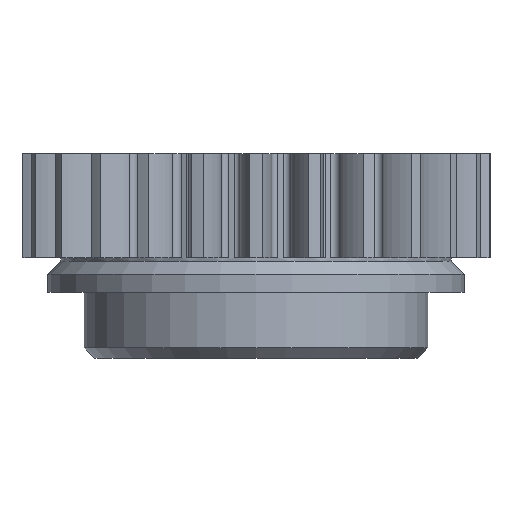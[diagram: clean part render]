
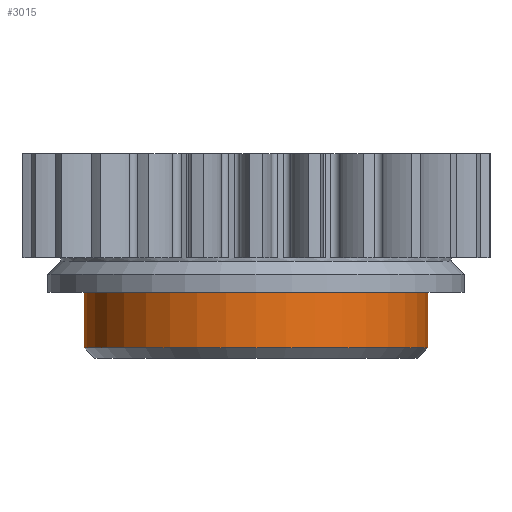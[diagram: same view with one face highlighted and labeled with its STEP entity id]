
A CAD part, front view. The second image highlights one B-rep face of the part: STEP entity #3015.
In plain terms, the highlighted cylindrical face has radius 9.9 mm (diameter 19.8 mm), a full revolution.
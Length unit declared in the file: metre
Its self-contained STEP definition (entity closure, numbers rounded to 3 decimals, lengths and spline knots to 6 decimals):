
#443=CYLINDRICAL_SURFACE('',#3352,0.0099);
#1457=ORIENTED_EDGE('',*,*,#1932,.T.);
#1458=ORIENTED_EDGE('',*,*,#1929,.T.);
#1929=EDGE_CURVE('',#2243,#2243,#2457,.T.);
#1932=EDGE_CURVE('',#2246,#2246,#2460,.T.);
#2243=VERTEX_POINT('',#9346);
#2246=VERTEX_POINT('',#9354);
#2457=CIRCLE('',#3348,0.0099);
#2460=CIRCLE('',#3353,0.0099);
#2629=EDGE_LOOP('',(#1457));
#2630=EDGE_LOOP('',(#1458));
#2809=FACE_BOUND('',#2629,.T.);
#2810=FACE_BOUND('',#2630,.T.);
#3015=ADVANCED_FACE('',(#2809,#2810),#443,.T.);
#3348=AXIS2_PLACEMENT_3D('',#9345,#4139,#4140);
#3352=AXIS2_PLACEMENT_3D('',#9352,#4147,#4148);
#3353=AXIS2_PLACEMENT_3D('',#9353,#4149,#4150);
#4139=DIRECTION('',(0.,0.,-1.));
#4140=DIRECTION('',(-1.,0.,0.));
#4147=DIRECTION('',(0.,0.,1.));
#4148=DIRECTION('',(1.,0.,0.));
#4149=DIRECTION('',(0.,0.,1.));
#4150=DIRECTION('',(1.,0.,0.));
#9345=CARTESIAN_POINT('',(0.,-0.013,0.0946));
#9346=CARTESIAN_POINT('',(-0.0099,-0.013,0.0946));
#9352=CARTESIAN_POINT('',(0.,-0.013,0.090998));
#9353=CARTESIAN_POINT('',(0.,-0.013,0.0914));
#9354=CARTESIAN_POINT('',(0.0099,-0.013,0.0914));
